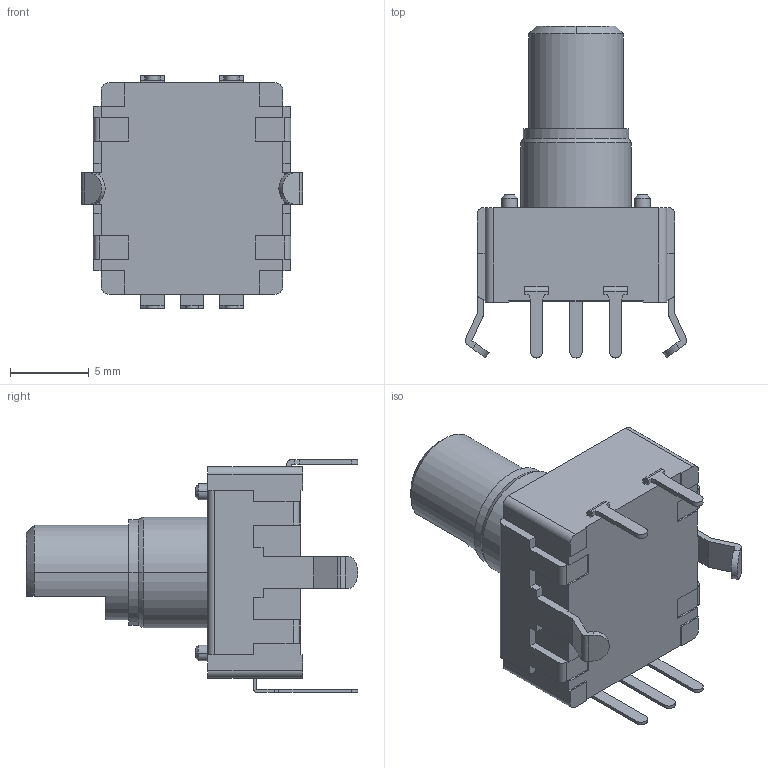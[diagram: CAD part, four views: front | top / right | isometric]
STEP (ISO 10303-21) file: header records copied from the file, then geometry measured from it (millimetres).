
FILE_DESCRIPTION(('STEP AP242'),'1');
FILE_NAME('pec12r-4217f-s0024.stp','2024-09-16T20:00:42',('TraceParts'),('TraceParts S.A.'),'Spatial InterOp 3D',' ',' ');
FILE_SCHEMA(('AP242_MANAGED_MODEL_BASED_3D_ENGINEERING_MIM_LF {1 0 10303 442 1 1 4}'));
Length unit declared in the file: millimetre
Products named in the file (1): pec12r-4217f-s0024
Bounding box: 14 x 21 x 14.75 mm (x, y, z)
Volume: 1312.5 mm3; surface area: 978.4 mm2
Topology: 1 solids, 1 shells, 198 faces, 535 edges, 350 vertices
Faces by surface type: plane 146, cylinder 40, cone 12
Entity records: 6171 total; most frequent: CARTESIAN_POINT 1092, ORIENTED_EDGE 1070, DIRECTION 1024, EDGE_CURVE 535, LINE 440, VECTOR 440, VERTEX_POINT 350, AXIS2_PLACEMENT_3D 292
